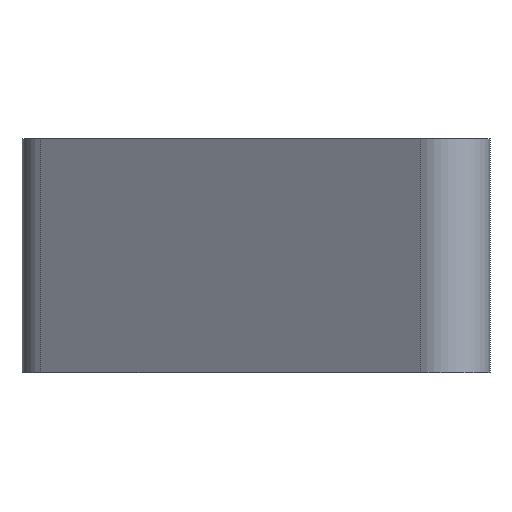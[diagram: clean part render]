
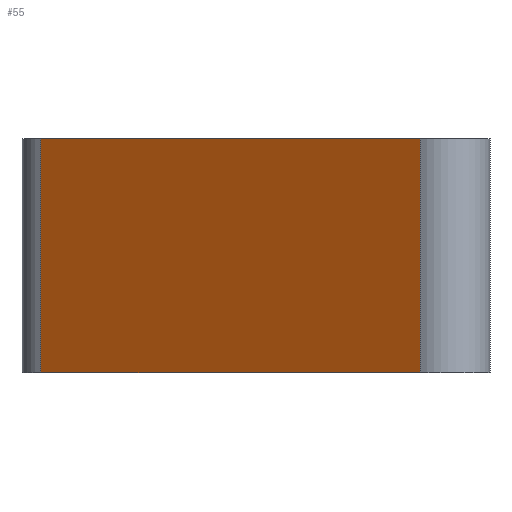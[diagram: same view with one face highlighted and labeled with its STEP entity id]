
A CAD part, left-side view. The second image highlights one B-rep face of the part: STEP entity #55.
In plain terms, the highlighted planar face has unit normal (-0.819, 0.574, 0).
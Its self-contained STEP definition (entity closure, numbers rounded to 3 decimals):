
#44=FACE_OUTER_BOUND('',#78,.T.);
#55=ADVANCED_FACE('',(#44),#65,.T.);
#65=PLANE('',#383);
#78=EDGE_LOOP('',(#113,#114,#115,#116));
#113=ORIENTED_EDGE('',*,*,#198,.T.);
#114=ORIENTED_EDGE('',*,*,#199,.T.);
#115=ORIENTED_EDGE('',*,*,#200,.T.);
#116=ORIENTED_EDGE('',*,*,#182,.T.);
#158=VERTEX_POINT('',#516);
#159=VERTEX_POINT('',#518);
#171=VERTEX_POINT('',#548);
#172=VERTEX_POINT('',#552);
#182=EDGE_CURVE('',#159,#158,#278,.T.);
#198=EDGE_CURVE('',#158,#171,#285,.T.);
#199=EDGE_CURVE('',#171,#172,#286,.T.);
#200=EDGE_CURVE('',#172,#159,#287,.T.);
#278=LINE('',#517,#300);
#285=LINE('',#549,#307);
#286=LINE('',#551,#308);
#287=LINE('',#553,#309);
#300=VECTOR('',#425,1.);
#307=VECTOR('',#456,1.);
#308=VECTOR('',#459,1.);
#309=VECTOR('',#460,1.);
#383=AXIS2_PLACEMENT_3D('',#554,#461,#462);
#425=DIRECTION('',(0.574,0.819,0.));
#456=DIRECTION('',(0.,0.,-1.));
#459=DIRECTION('',(-0.574,-0.819,0.));
#460=DIRECTION('',(0.,0.,1.));
#461=DIRECTION('',(-0.819,0.574,0.));
#462=DIRECTION('',(0.574,0.819,0.));
#516=CARTESIAN_POINT('',(-3.664,5.838,0.));
#517=CARTESIAN_POINT('',(-10.876,-4.462,0.));
#518=CARTESIAN_POINT('',(-10.876,-4.462,0.));
#548=CARTESIAN_POINT('',(-3.664,5.838,-6.35));
#549=CARTESIAN_POINT('',(-3.664,5.838,0.));
#551=CARTESIAN_POINT('',(-3.664,5.838,-6.35));
#552=CARTESIAN_POINT('',(-10.876,-4.462,-6.35));
#553=CARTESIAN_POINT('',(-10.876,-4.462,-6.35));
#554=CARTESIAN_POINT('',(-3.664,5.838,0.));
